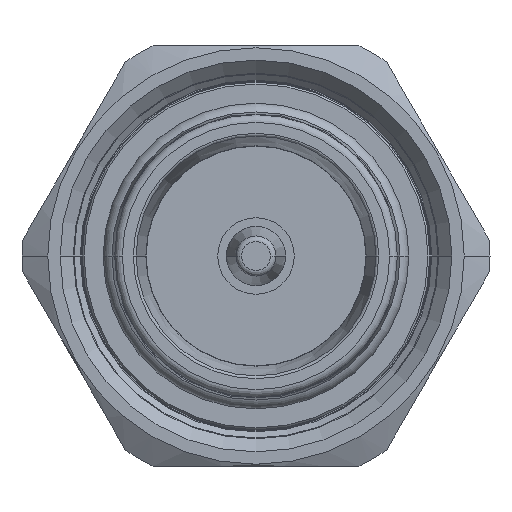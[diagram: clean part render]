
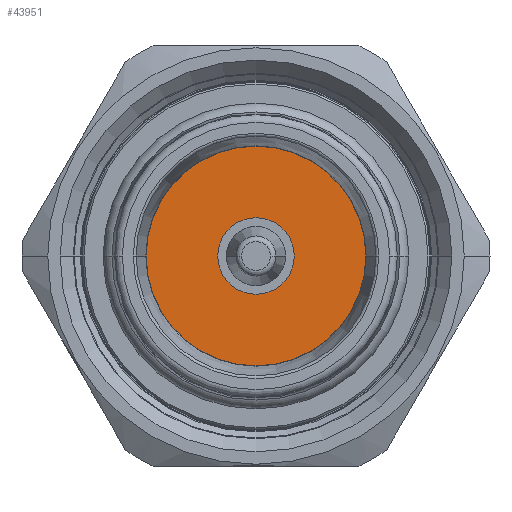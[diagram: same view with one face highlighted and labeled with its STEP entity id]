
A CAD part, left-side view. The second image highlights one B-rep face of the part: STEP entity #43951.
In plain terms, the highlighted planar face has unit normal (-1, 0, 0).
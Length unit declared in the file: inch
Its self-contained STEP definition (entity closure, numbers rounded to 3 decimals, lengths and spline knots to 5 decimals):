
#725 = DIRECTION ( 'NONE',  ( 0., 0., -1. ) ) ;
#1891 = ORIENTED_EDGE ( 'NONE', *, *, #47831, .T. ) ;
#3648 = EDGE_CURVE ( 'NONE', #31292, #31480, #33492, .T. ) ;
#5885 = CARTESIAN_POINT ( 'NONE',  ( 0.19096, 0., 0.00001 ) ) ;
#9474 = AXIS2_PLACEMENT_3D ( 'NONE', #30095, #29770, #50645 ) ;
#9509 = AXIS2_PLACEMENT_3D ( 'NONE', #42597, #26866, #21070 ) ;
#14412 = AXIS2_PLACEMENT_3D ( 'NONE', #16398, #26981, #25071 ) ;
#16048 = CIRCLE ( 'NONE', #9509, 0.07875 ) ;
#16398 = CARTESIAN_POINT ( 'NONE',  ( 0.19096, 0., 0.00001 ) ) ;
#21070 = DIRECTION ( 'NONE',  ( 0., 0., -1. ) ) ;
#23221 = CARTESIAN_POINT ( 'NONE',  ( 0.19096, 0., 0.07875 ) ) ;
#24263 = EDGE_CURVE ( 'NONE', #31292, #31480, #52349, .T. ) ;
#24285 = CARTESIAN_POINT ( 'NONE',  ( 0.19096, 0., 0.22639 ) ) ;
#25071 = DIRECTION ( 'NONE',  ( 0., 0., 1. ) ) ;
#25409 = AXIS2_PLACEMENT_3D ( 'NONE', #5885, #47633, #725 ) ;
#26278 = EDGE_LOOP ( 'NONE', ( #36968, #58112 ) ) ;
#26632 = PLANE ( 'NONE',  #14412 ) ;
#26866 = DIRECTION ( 'NONE',  ( -1., 0., 0. ) ) ;
#26981 = DIRECTION ( 'NONE',  ( -1., 0., 0. ) ) ;
#29770 = DIRECTION ( 'NONE',  ( -1., 0., 0. ) ) ;
#30095 = CARTESIAN_POINT ( 'NONE',  ( 0.19096, 0., 0.00001 ) ) ;
#30550 = FACE_BOUND ( 'NONE', #52702, .T. ) ;
#31292 = VERTEX_POINT ( 'NONE', #36403 ) ;
#31480 = VERTEX_POINT ( 'NONE', #24285 ) ;
#32130 = FACE_OUTER_BOUND ( 'NONE', #26278, .T. ) ;
#33492 = CIRCLE ( 'NONE', #9474, 0.22638 ) ;
#35910 = CARTESIAN_POINT ( 'NONE',  ( 0.19096, 0., -0.07874 ) ) ;
#36351 = CARTESIAN_POINT ( 'NONE',  ( 0.19096, 0., 0.00001 ) ) ;
#36403 = CARTESIAN_POINT ( 'NONE',  ( 0.19096, 0., -0.22638 ) ) ;
#36968 = ORIENTED_EDGE ( 'NONE', *, *, #24263, .F. ) ;
#39543 = ORIENTED_EDGE ( 'NONE', *, *, #65741, .F. ) ;
#42597 = CARTESIAN_POINT ( 'NONE',  ( 0.19096, 0., 0.00001 ) ) ;
#43951 = ADVANCED_FACE ( 'NONE', ( #30550, #32130 ), #26632, .T. ) ;
#44736 = AXIS2_PLACEMENT_3D ( 'NONE', #36351, #46622, #57227 ) ;
#46622 = DIRECTION ( 'NONE',  ( 1., 0., 0. ) ) ;
#47633 = DIRECTION ( 'NONE',  ( 1., 0., 0. ) ) ;
#47831 = EDGE_CURVE ( 'NONE', #50827, #48360, #56079, .T. ) ;
#48360 = VERTEX_POINT ( 'NONE', #23221 ) ;
#50645 = DIRECTION ( 'NONE',  ( 0., 0., -1. ) ) ;
#50827 = VERTEX_POINT ( 'NONE', #35910 ) ;
#52349 = CIRCLE ( 'NONE', #44736, 0.22638 ) ;
#52702 = EDGE_LOOP ( 'NONE', ( #39543, #1891 ) ) ;
#56079 = CIRCLE ( 'NONE', #25409, 0.07875 ) ;
#57227 = DIRECTION ( 'NONE',  ( 0., 0., -1. ) ) ;
#58112 = ORIENTED_EDGE ( 'NONE', *, *, #3648, .T. ) ;
#65741 = EDGE_CURVE ( 'NONE', #50827, #48360, #16048, .T. ) ;
